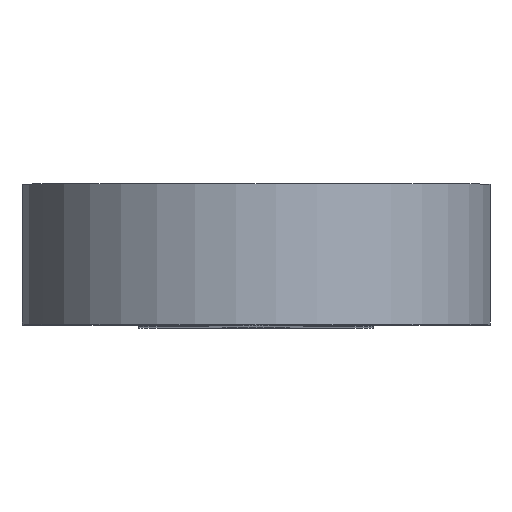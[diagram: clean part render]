
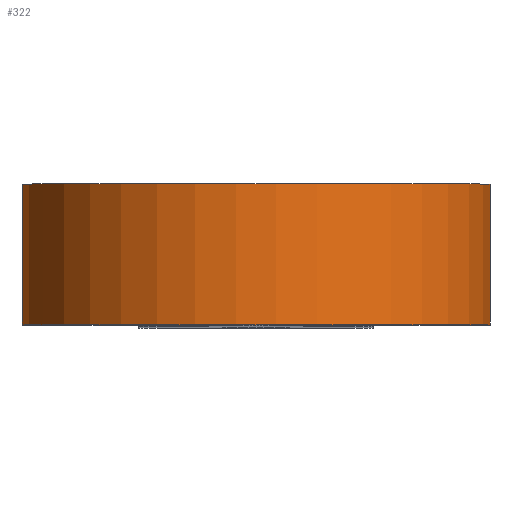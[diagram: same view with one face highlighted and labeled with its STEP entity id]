
A CAD part, top view. The second image highlights one B-rep face of the part: STEP entity #322.
In plain terms, the highlighted cylindrical face has radius 15.875 mm (diameter 31.75 mm), a partial arc.
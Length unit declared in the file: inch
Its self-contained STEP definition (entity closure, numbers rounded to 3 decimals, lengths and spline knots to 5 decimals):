
#50 = VECTOR ( 'NONE', #843, 39.37008 ) ;
#54 = CIRCLE ( 'NONE', #58, 0.625 ) ;
#55 = VECTOR ( 'NONE', #836, 39.37008 ) ;
#58 = AXIS2_PLACEMENT_3D ( 'NONE', #840, #841, #842 ) ;
#107 = AXIS2_PLACEMENT_3D ( 'NONE', #799, #800, #801 ) ;
#114 = CIRCLE ( 'NONE', #107, 0.625 ) ;
#244 = EDGE_CURVE ( 'NONE', #1390, #1378, #114, .T. ) ;
#256 = EDGE_CURVE ( 'NONE', #1378, #1404, #834, .T. ) ;
#257 = EDGE_CURVE ( 'NONE', #1429, #1404, #54, .T. ) ;
#258 = EDGE_CURVE ( 'NONE', #1429, #1390, #839, .T. ) ;
#322 = ADVANCED_FACE ( 'NONE', ( #1070 ), #1069, .T. ) ;
#398 = ORIENTED_EDGE ( 'NONE', *, *, #244, .T. ) ;
#399 = ORIENTED_EDGE ( 'NONE', *, *, #256, .T. ) ;
#400 = ORIENTED_EDGE ( 'NONE', *, *, #257, .F. ) ;
#401 = ORIENTED_EDGE ( 'NONE', *, *, #258, .T. ) ;
#566 = EDGE_LOOP ( 'NONE', ( #398, #399, #400, #401 ) ) ;
#799 = CARTESIAN_POINT ( 'NONE',  ( 0., 0., 2.93 ) ) ;
#800 = DIRECTION ( 'NONE',  ( 0., 1., 0. ) ) ;
#801 = DIRECTION ( 'NONE',  ( 0., 0., 1. ) ) ;
#820 = CARTESIAN_POINT ( 'NONE',  ( -0.1615, 0.375, 2.32623 ) ) ;
#834 = LINE ( 'NONE', #835, #55 ) ;
#835 = CARTESIAN_POINT ( 'NONE',  ( 0.1615, 0.375, 2.32623 ) ) ;
#836 = DIRECTION ( 'NONE',  ( 0., 1., 0. ) ) ;
#839 = LINE ( 'NONE', #820, #50 ) ;
#840 = CARTESIAN_POINT ( 'NONE',  ( 0., 0.375, 2.93 ) ) ;
#841 = DIRECTION ( 'NONE',  ( 0., 1., 0. ) ) ;
#842 = DIRECTION ( 'NONE',  ( 0., 0., 1. ) ) ;
#843 = DIRECTION ( 'NONE',  ( 0., -1., 0. ) ) ;
#1064 = CARTESIAN_POINT ( 'NONE',  ( 0., 0.375, 2.93 ) ) ;
#1066 = DIRECTION ( 'NONE',  ( 0., -1., 0. ) ) ;
#1069 = CYLINDRICAL_SURFACE ( 'NONE', #1330, 0.625 ) ;
#1070 = FACE_OUTER_BOUND ( 'NONE', #566, .T. ) ;
#1072 = DIRECTION ( 'NONE',  ( 0., 0., -1. ) ) ;
#1205 = CARTESIAN_POINT ( 'NONE',  ( 0.1615, 0., 2.32623 ) ) ;
#1217 = CARTESIAN_POINT ( 'NONE',  ( -0.1615, 0., 2.32623 ) ) ;
#1231 = CARTESIAN_POINT ( 'NONE',  ( 0.1615, 0.375, 2.32623 ) ) ;
#1256 = CARTESIAN_POINT ( 'NONE',  ( -0.1615, 0.375, 2.32623 ) ) ;
#1330 = AXIS2_PLACEMENT_3D ( 'NONE', #1064, #1066, #1072 ) ;
#1378 = VERTEX_POINT ( 'NONE', #1205 ) ;
#1390 = VERTEX_POINT ( 'NONE', #1217 ) ;
#1404 = VERTEX_POINT ( 'NONE', #1231 ) ;
#1429 = VERTEX_POINT ( 'NONE', #1256 ) ;
